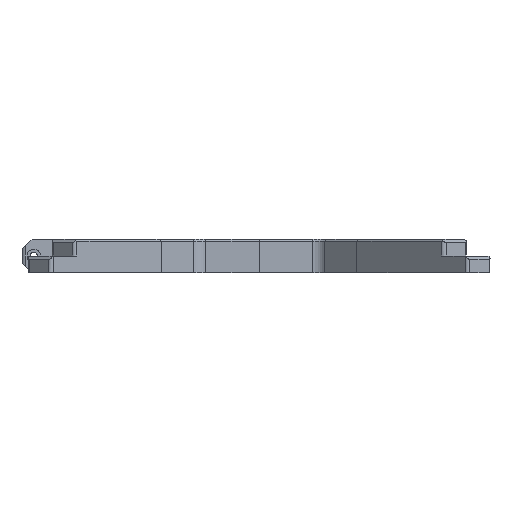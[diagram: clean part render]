
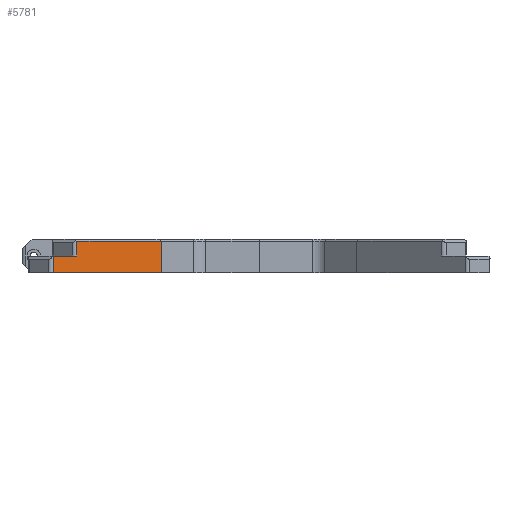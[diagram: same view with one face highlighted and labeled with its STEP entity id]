
A CAD part, left-side view. The second image highlights one B-rep face of the part: STEP entity #5781.
In plain terms, the highlighted planar face has unit normal (-0.707, -0.707, 0).
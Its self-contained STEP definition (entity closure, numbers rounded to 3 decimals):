
#610 = PLANE('',#611);
#611 = AXIS2_PLACEMENT_3D('',#612,#613,#614);
#612 = CARTESIAN_POINT('',(-25.917,36.81,0.));
#613 = DIRECTION('',(0.,0.,1.));
#614 = DIRECTION('',(1.,0.,0.));
#1558 = VERTEX_POINT('',#1559);
#1559 = CARTESIAN_POINT('',(-68.318,61.247,0.));
#1578 = CYLINDRICAL_SURFACE('',#1579,1.);
#1579 = AXIS2_PLACEMENT_3D('',#1580,#1581,#1582);
#1580 = CARTESIAN_POINT('',(-67.611,61.954,0.));
#1581 = DIRECTION('',(0.,0.,1.));
#1582 = DIRECTION('',(-0.707,-0.707,0.));
#1590 = EDGE_CURVE('',#1558,#1591,#1593,.T.);
#1591 = VERTEX_POINT('',#1592);
#1592 = CARTESIAN_POINT('',(-36.121,29.05,0.));
#1593 = SURFACE_CURVE('',#1594,(#1598,#1605),.PCURVE_S1.);
#1594 = LINE('',#1595,#1596);
#1595 = CARTESIAN_POINT('',(-69.025,61.954,0.));
#1596 = VECTOR('',#1597,1.);
#1597 = DIRECTION('',(0.707,-0.707,0.));
#1598 = PCURVE('',#610,#1599);
#1599 = DEFINITIONAL_REPRESENTATION('',(#1600),#1604);
#1600 = LINE('',#1601,#1602);
#1601 = CARTESIAN_POINT('',(-43.108,25.144));
#1602 = VECTOR('',#1603,1.);
#1603 = DIRECTION('',(0.707,-0.707));
#1604 = ( GEOMETRIC_REPRESENTATION_CONTEXT(2) 
PARAMETRIC_REPRESENTATION_CONTEXT() REPRESENTATION_CONTEXT('2D SPACE',''
  ) );
#1605 = PCURVE('',#1606,#1611);
#1606 = PLANE('',#1607);
#1607 = AXIS2_PLACEMENT_3D('',#1608,#1609,#1610);
#1608 = CARTESIAN_POINT('',(-69.025,61.954,0.));
#1609 = DIRECTION('',(0.707,0.707,0.));
#1610 = DIRECTION('',(0.707,-0.707,0.));
#1611 = DEFINITIONAL_REPRESENTATION('',(#1612),#1616);
#1612 = LINE('',#1613,#1614);
#1613 = CARTESIAN_POINT('',(0.,0.));
#1614 = VECTOR('',#1615,1.);
#1615 = DIRECTION('',(1.,0.));
#1616 = ( GEOMETRIC_REPRESENTATION_CONTEXT(2) 
PARAMETRIC_REPRESENTATION_CONTEXT() REPRESENTATION_CONTEXT('2D SPACE',''
  ) );
#1634 = PLANE('',#1635);
#1635 = AXIS2_PLACEMENT_3D('',#1636,#1637,#1638);
#1636 = CARTESIAN_POINT('',(-36.121,29.05,0.));
#1637 = DIRECTION('',(0.707,0.707,0.));
#1638 = DIRECTION('',(0.707,-0.707,0.));
#2608 = PLANE('',#2609);
#2609 = AXIS2_PLACEMENT_3D('',#2610,#2611,#2612);
#2610 = CARTESIAN_POINT('',(-35.909,29.262,9.7));
#2611 = DIRECTION('',(0.5,0.5,-0.707));
#2612 = DIRECTION('',(0.707,-0.707,0.
    ));
#5654 = EDGE_CURVE('',#1591,#5655,#5657,.T.);
#5655 = VERTEX_POINT('',#5656);
#5656 = CARTESIAN_POINT('',(-36.121,29.05,9.4));
#5657 = SURFACE_CURVE('',#5658,(#5662,#5669),.PCURVE_S1.);
#5658 = LINE('',#5659,#5660);
#5659 = CARTESIAN_POINT('',(-36.121,29.05,0.));
#5660 = VECTOR('',#5661,1.);
#5661 = DIRECTION('',(0.,0.,1.));
#5662 = PCURVE('',#1634,#5663);
#5663 = DEFINITIONAL_REPRESENTATION('',(#5664),#5668);
#5664 = LINE('',#5665,#5666);
#5665 = CARTESIAN_POINT('',(0.,0.));
#5666 = VECTOR('',#5667,1.);
#5667 = DIRECTION('',(0.,-1.));
#5668 = ( GEOMETRIC_REPRESENTATION_CONTEXT(2) 
PARAMETRIC_REPRESENTATION_CONTEXT() REPRESENTATION_CONTEXT('2D SPACE',''
  ) );
#5669 = PCURVE('',#1606,#5670);
#5670 = DEFINITIONAL_REPRESENTATION('',(#5671),#5675);
#5671 = LINE('',#5672,#5673);
#5672 = CARTESIAN_POINT('',(46.533,0.));
#5673 = VECTOR('',#5674,1.);
#5674 = DIRECTION('',(0.,-1.));
#5675 = ( GEOMETRIC_REPRESENTATION_CONTEXT(2) 
PARAMETRIC_REPRESENTATION_CONTEXT() REPRESENTATION_CONTEXT('2D SPACE',''
  ) );
#5781 = ADVANCED_FACE('',(#5782),#1606,.F.);
#5782 = FACE_BOUND('',#5783,.F.);
#5783 = EDGE_LOOP('',(#5784,#5785,#5786,#5809,#5837,#5860,#5888));
#5784 = ORIENTED_EDGE('',*,*,#5654,.F.);
#5785 = ORIENTED_EDGE('',*,*,#1590,.F.);
#5786 = ORIENTED_EDGE('',*,*,#5787,.T.);
#5787 = EDGE_CURVE('',#1558,#5788,#5790,.T.);
#5788 = VERTEX_POINT('',#5789);
#5789 = CARTESIAN_POINT('',(-68.318,61.247,5.));
#5790 = SURFACE_CURVE('',#5791,(#5795,#5802),.PCURVE_S1.);
#5791 = LINE('',#5792,#5793);
#5792 = CARTESIAN_POINT('',(-68.318,61.247,0.));
#5793 = VECTOR('',#5794,1.);
#5794 = DIRECTION('',(0.,0.,1.));
#5795 = PCURVE('',#1606,#5796);
#5796 = DEFINITIONAL_REPRESENTATION('',(#5797),#5801);
#5797 = LINE('',#5798,#5799);
#5798 = CARTESIAN_POINT('',(1.,0.));
#5799 = VECTOR('',#5800,1.);
#5800 = DIRECTION('',(0.,-1.));
#5801 = ( GEOMETRIC_REPRESENTATION_CONTEXT(2) 
PARAMETRIC_REPRESENTATION_CONTEXT() REPRESENTATION_CONTEXT('2D SPACE',''
  ) );
#5802 = PCURVE('',#1578,#5803);
#5803 = DEFINITIONAL_REPRESENTATION('',(#5804),#5808);
#5804 = LINE('',#5805,#5806);
#5805 = CARTESIAN_POINT('',(-0.,0.));
#5806 = VECTOR('',#5807,1.);
#5807 = DIRECTION('',(-0.,1.));
#5808 = ( GEOMETRIC_REPRESENTATION_CONTEXT(2) 
PARAMETRIC_REPRESENTATION_CONTEXT() REPRESENTATION_CONTEXT('2D SPACE',''
  ) );
#5809 = ORIENTED_EDGE('',*,*,#5810,.F.);
#5810 = EDGE_CURVE('',#5811,#5788,#5813,.T.);
#5811 = VERTEX_POINT('',#5812);
#5812 = CARTESIAN_POINT('',(-61.954,54.883,5.));
#5813 = SURFACE_CURVE('',#5814,(#5818,#5825),.PCURVE_S1.);
#5814 = LINE('',#5815,#5816);
#5815 = CARTESIAN_POINT('',(-61.954,54.883,5.));
#5816 = VECTOR('',#5817,1.);
#5817 = DIRECTION('',(-0.707,0.707,0.));
#5818 = PCURVE('',#1606,#5819);
#5819 = DEFINITIONAL_REPRESENTATION('',(#5820),#5824);
#5820 = LINE('',#5821,#5822);
#5821 = CARTESIAN_POINT('',(10.,-5.));
#5822 = VECTOR('',#5823,1.);
#5823 = DIRECTION('',(-1.,0.));
#5824 = ( GEOMETRIC_REPRESENTATION_CONTEXT(2) 
PARAMETRIC_REPRESENTATION_CONTEXT() REPRESENTATION_CONTEXT('2D SPACE',''
  ) );
#5825 = PCURVE('',#5826,#5831);
#5826 = PLANE('',#5827);
#5827 = AXIS2_PLACEMENT_3D('',#5828,#5829,#5830);
#5828 = CARTESIAN_POINT('',(-61.954,61.954,5.));
#5829 = DIRECTION('',(0.,0.,1.));
#5830 = DIRECTION('',(1.,0.,0.));
#5831 = DEFINITIONAL_REPRESENTATION('',(#5832),#5836);
#5832 = LINE('',#5833,#5834);
#5833 = CARTESIAN_POINT('',(0.,-7.071));
#5834 = VECTOR('',#5835,1.);
#5835 = DIRECTION('',(-0.707,0.707));
#5836 = ( GEOMETRIC_REPRESENTATION_CONTEXT(2) 
PARAMETRIC_REPRESENTATION_CONTEXT() REPRESENTATION_CONTEXT('2D SPACE',''
  ) );
#5837 = ORIENTED_EDGE('',*,*,#5838,.T.);
#5838 = EDGE_CURVE('',#5811,#5839,#5841,.T.);
#5839 = VERTEX_POINT('',#5840);
#5840 = CARTESIAN_POINT('',(-61.247,54.176,5.));
#5841 = SURFACE_CURVE('',#5842,(#5846,#5853),.PCURVE_S1.);
#5842 = LINE('',#5843,#5844);
#5843 = CARTESIAN_POINT('',(-67.257,60.186,5.));
#5844 = VECTOR('',#5845,1.);
#5845 = DIRECTION('',(0.707,-0.707,0.));
#5846 = PCURVE('',#1606,#5847);
#5847 = DEFINITIONAL_REPRESENTATION('',(#5848),#5852);
#5848 = LINE('',#5849,#5850);
#5849 = CARTESIAN_POINT('',(2.5,-5.));
#5850 = VECTOR('',#5851,1.);
#5851 = DIRECTION('',(1.,0.));
#5852 = ( GEOMETRIC_REPRESENTATION_CONTEXT(2) 
PARAMETRIC_REPRESENTATION_CONTEXT() REPRESENTATION_CONTEXT('2D SPACE',''
  ) );
#5853 = PCURVE('',#5826,#5854);
#5854 = DEFINITIONAL_REPRESENTATION('',(#5855),#5859);
#5855 = LINE('',#5856,#5857);
#5856 = CARTESIAN_POINT('',(-5.303,-1.768));
#5857 = VECTOR('',#5858,1.);
#5858 = DIRECTION('',(0.707,-0.707));
#5859 = ( GEOMETRIC_REPRESENTATION_CONTEXT(2) 
PARAMETRIC_REPRESENTATION_CONTEXT() REPRESENTATION_CONTEXT('2D SPACE',''
  ) );
#5860 = ORIENTED_EDGE('',*,*,#5861,.F.);
#5861 = EDGE_CURVE('',#5862,#5839,#5864,.T.);
#5862 = VERTEX_POINT('',#5863);
#5863 = CARTESIAN_POINT('',(-61.247,54.176,9.4));
#5864 = SURFACE_CURVE('',#5865,(#5869,#5876),.PCURVE_S1.);
#5865 = LINE('',#5866,#5867);
#5866 = CARTESIAN_POINT('',(-61.247,54.176,9.));
#5867 = VECTOR('',#5868,1.);
#5868 = DIRECTION('',(-0.,-0.,-1.));
#5869 = PCURVE('',#1606,#5870);
#5870 = DEFINITIONAL_REPRESENTATION('',(#5871),#5875);
#5871 = LINE('',#5872,#5873);
#5872 = CARTESIAN_POINT('',(11.,-9.));
#5873 = VECTOR('',#5874,1.);
#5874 = DIRECTION('',(0.,1.));
#5875 = ( GEOMETRIC_REPRESENTATION_CONTEXT(2) 
PARAMETRIC_REPRESENTATION_CONTEXT() REPRESENTATION_CONTEXT('2D SPACE',''
  ) );
#5876 = PCURVE('',#5877,#5882);
#5877 = CYLINDRICAL_SURFACE('',#5878,1.);
#5878 = AXIS2_PLACEMENT_3D('',#5879,#5880,#5881);
#5879 = CARTESIAN_POINT('',(-60.54,54.883,9.));
#5880 = DIRECTION('',(-0.,-0.,-1.));
#5881 = DIRECTION('',(-0.707,-0.707,0.));
#5882 = DEFINITIONAL_REPRESENTATION('',(#5883),#5887);
#5883 = LINE('',#5884,#5885);
#5884 = CARTESIAN_POINT('',(0.,0.));
#5885 = VECTOR('',#5886,1.);
#5886 = DIRECTION('',(0.,1.));
#5887 = ( GEOMETRIC_REPRESENTATION_CONTEXT(2) 
PARAMETRIC_REPRESENTATION_CONTEXT() REPRESENTATION_CONTEXT('2D SPACE',''
  ) );
#5888 = ORIENTED_EDGE('',*,*,#5889,.F.);
#5889 = EDGE_CURVE('',#5655,#5862,#5890,.T.);
#5890 = SURFACE_CURVE('',#5891,(#5895,#5902),.PCURVE_S1.);
#5891 = LINE('',#5892,#5893);
#5892 = CARTESIAN_POINT('',(-36.121,29.05,9.4));
#5893 = VECTOR('',#5894,1.);
#5894 = DIRECTION('',(-0.707,0.707,0.));
#5895 = PCURVE('',#1606,#5896);
#5896 = DEFINITIONAL_REPRESENTATION('',(#5897),#5901);
#5897 = LINE('',#5898,#5899);
#5898 = CARTESIAN_POINT('',(46.533,-9.4));
#5899 = VECTOR('',#5900,1.);
#5900 = DIRECTION('',(-1.,0.));
#5901 = ( GEOMETRIC_REPRESENTATION_CONTEXT(2) 
PARAMETRIC_REPRESENTATION_CONTEXT() REPRESENTATION_CONTEXT('2D SPACE',''
  ) );
#5902 = PCURVE('',#2608,#5903);
#5903 = DEFINITIONAL_REPRESENTATION('',(#5904),#5908);
#5904 = LINE('',#5905,#5906);
#5905 = CARTESIAN_POINT('',(0.,0.424));
#5906 = VECTOR('',#5907,1.);
#5907 = DIRECTION('',(-1.,0.));
#5908 = ( GEOMETRIC_REPRESENTATION_CONTEXT(2) 
PARAMETRIC_REPRESENTATION_CONTEXT() REPRESENTATION_CONTEXT('2D SPACE',''
  ) );
